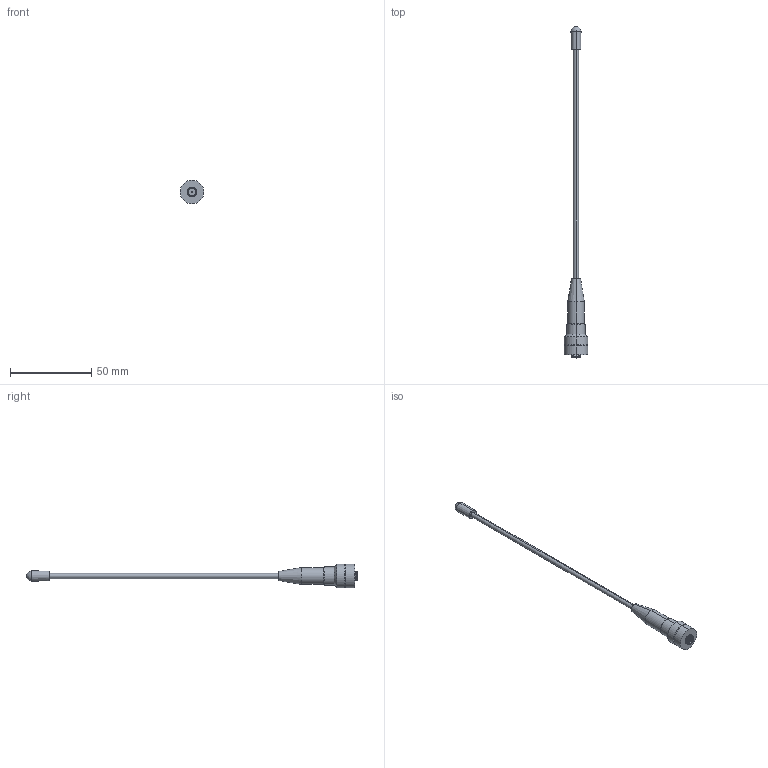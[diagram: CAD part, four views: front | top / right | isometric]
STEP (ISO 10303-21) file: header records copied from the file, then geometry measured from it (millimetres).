
FILE_DESCRIPTION (( 'STEP AP214' ), '1' );
FILE_NAME ('FMANRBD1035_3D.step', '2023-03-06T14:46:12', ( '' ), ( '' ), 'SwSTEP 2.0', 'SolidWorks 2022', '' );
FILE_SCHEMA (( 'AUTOMOTIVE_DESIGN' ));
Length unit declared in the file: inch
Products named in the file (1): FMANRBD1035_3D
Bounding box: 14.4 x 204.01 x 14.4 mm (x, y, z)
Volume: 5948.4 mm3; surface area: 3612.4 mm2
Topology: 1 solids, 1 shells, 47 faces, 94 edges, 55 vertices
Faces by surface type: cylinder 20, cone 14, plane 9, torus 4
Entity records: 1252 total; most frequent: DIRECTION 246, CARTESIAN_POINT 195, ORIENTED_EDGE 184, AXIS2_PLACEMENT_3D 106, EDGE_CURVE 92, CIRCLE 58, VERTEX_POINT 55, EDGE_LOOP 55
